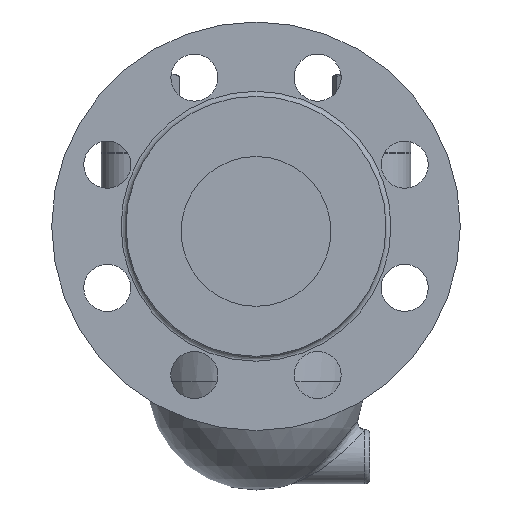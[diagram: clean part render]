
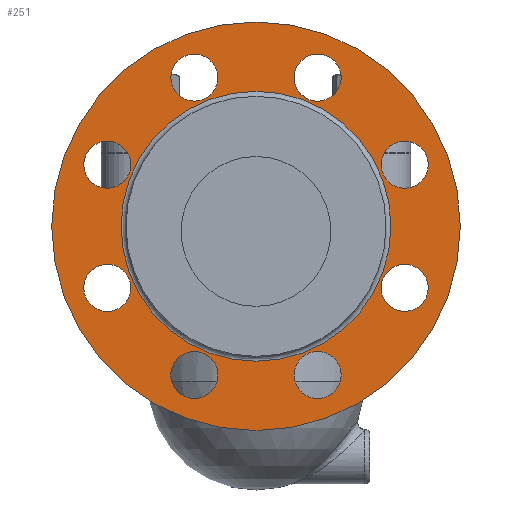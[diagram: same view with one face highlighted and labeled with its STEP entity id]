
A CAD part, left-side view. The second image highlights one B-rep face of the part: STEP entity #251.
In plain terms, the highlighted free-form (B-spline) face has degree [1, 1] with [2, 2] control points.
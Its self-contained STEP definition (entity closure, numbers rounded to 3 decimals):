
#121=CARTESIAN_POINT('',(-138.,0.0,53.5));
#122=VERTEX_POINT('',#121);
#123=CARTESIAN_POINT('',(-138.,0.0,-1.));
#124=DIRECTION('',(-1.0,0.0,0.0));
#125=DIRECTION('',(0.0,0.0,-1.0));
#126=AXIS2_PLACEMENT_3D('',#123,#124,#125);
#127=CIRCLE('',#126,54.5);
#128=EDGE_CURVE('',#122,#122,#127,.T.);
#144=CARTESIAN_POINT('',(-138.,82.5,81.5));
#145=CARTESIAN_POINT('',(-138.,82.5,-83.5));
#146=CARTESIAN_POINT('',(-138.,-82.5,81.5));
#147=CARTESIAN_POINT('',(-138.,-82.5,-83.5));
#148=B_SPLINE_SURFACE_WITH_KNOTS('',1,1,((#144,#146),(#145,#147)),.UNSPECIFIED.,.F.,.F.,.U.,(2,2),(2,2),(0.0,165.0),(0.0,165.0),.UNSPECIFIED.);
#149=CARTESIAN_POINT('',(-138.,0.0,81.5));
#150=VERTEX_POINT('',#149);
#151=CARTESIAN_POINT('',(-138.,0.0,-1.));
#152=DIRECTION('',(-1.0,0.0,0.0));
#153=DIRECTION('',(0.0,0.0,1.0));
#154=AXIS2_PLACEMENT_3D('',#151,#152,#153);
#155=CIRCLE('',#154,82.5);
#156=EDGE_CURVE('',#150,#150,#155,.T.);
#157=ORIENTED_EDGE('',*,*,#156,.T.);
#158=EDGE_LOOP('',(#157));
#159=FACE_OUTER_BOUND('',#158,.T.);
#160=CARTESIAN_POINT('',(-138.,24.874,49.552));
#161=VERTEX_POINT('',#160);
#162=CARTESIAN_POINT('',(-138.,24.874,59.052));
#163=DIRECTION('',(1.0,0.0,0.0));
#164=DIRECTION('',(0.0,0.0,-1.0));
#165=AXIS2_PLACEMENT_3D('',#162,#163,#164);
#166=CIRCLE('',#165,9.5);
#167=EDGE_CURVE('',#161,#161,#166,.T.);
#168=ORIENTED_EDGE('',*,*,#167,.T.);
#169=EDGE_LOOP('',(#168));
#170=FACE_BOUND('',#169,.T.);
#171=CARTESIAN_POINT('',(-138.,53.335,17.157));
#172=VERTEX_POINT('',#171);
#173=CARTESIAN_POINT('',(-138.,60.052,23.874));
#174=DIRECTION('',(1.,0.,0.));
#175=DIRECTION('',(0.,-0.707,-0.707));
#176=AXIS2_PLACEMENT_3D('',#173,#174,#175);
#177=CIRCLE('',#176,9.5);
#178=EDGE_CURVE('',#172,#172,#177,.T.);
#179=ORIENTED_EDGE('',*,*,#178,.T.);
#180=EDGE_LOOP('',(#179));
#181=FACE_BOUND('',#180,.T.);
#182=CARTESIAN_POINT('',(-138.,50.552,-25.874));
#183=VERTEX_POINT('',#182);
#184=CARTESIAN_POINT('',(-138.,60.052,-25.874));
#185=DIRECTION('',(1.0,0.0,0.0));
#186=DIRECTION('',(0.0,-1.0,0.0));
#187=AXIS2_PLACEMENT_3D('',#184,#185,#186);
#188=CIRCLE('',#187,9.5);
#189=EDGE_CURVE('',#183,#183,#188,.T.);
#190=ORIENTED_EDGE('',*,*,#189,.T.);
#191=EDGE_LOOP('',(#190));
#192=FACE_BOUND('',#191,.T.);
#193=CARTESIAN_POINT('',(-138.,18.157,-54.335));
#194=VERTEX_POINT('',#193);
#195=CARTESIAN_POINT('',(-138.,24.874,-61.052));
#196=DIRECTION('',(1.,0.,0.));
#197=DIRECTION('',(0.,-0.707,0.707));
#198=AXIS2_PLACEMENT_3D('',#195,#196,#197);
#199=CIRCLE('',#198,9.5);
#200=EDGE_CURVE('',#194,#194,#199,.T.);
#201=ORIENTED_EDGE('',*,*,#200,.T.);
#202=EDGE_LOOP('',(#201));
#203=FACE_BOUND('',#202,.T.);
#204=CARTESIAN_POINT('',(-138.,-24.874,-51.552));
#205=VERTEX_POINT('',#204);
#206=CARTESIAN_POINT('',(-138.,-24.874,-61.052));
#207=DIRECTION('',(1.0,0.0,0.0));
#208=DIRECTION('',(0.0,0.0,1.0));
#209=AXIS2_PLACEMENT_3D('',#206,#207,#208);
#210=CIRCLE('',#209,9.5);
#211=EDGE_CURVE('',#205,#205,#210,.T.);
#212=ORIENTED_EDGE('',*,*,#211,.T.);
#213=EDGE_LOOP('',(#212));
#214=FACE_BOUND('',#213,.T.);
#215=CARTESIAN_POINT('',(-138.,-53.335,-19.157));
#216=VERTEX_POINT('',#215);
#217=CARTESIAN_POINT('',(-138.,-60.052,-25.874));
#218=DIRECTION('',(1.0,0.,0.));
#219=DIRECTION('',(0.,0.707,0.707));
#220=AXIS2_PLACEMENT_3D('',#217,#218,#219);
#221=CIRCLE('',#220,9.5);
#222=EDGE_CURVE('',#216,#216,#221,.T.);
#223=ORIENTED_EDGE('',*,*,#222,.T.);
#224=EDGE_LOOP('',(#223));
#225=FACE_BOUND('',#224,.T.);
#226=CARTESIAN_POINT('',(-138.,-50.552,23.874));
#227=VERTEX_POINT('',#226);
#228=CARTESIAN_POINT('',(-138.,-60.052,23.874));
#229=DIRECTION('',(1.0,0.0,0.0));
#230=DIRECTION('',(0.0,1.0,0.0));
#231=AXIS2_PLACEMENT_3D('',#228,#229,#230);
#232=CIRCLE('',#231,9.5);
#233=EDGE_CURVE('',#227,#227,#232,.T.);
#234=ORIENTED_EDGE('',*,*,#233,.T.);
#235=EDGE_LOOP('',(#234));
#236=FACE_BOUND('',#235,.T.);
#237=CARTESIAN_POINT('',(-138.,-18.157,52.335));
#238=VERTEX_POINT('',#237);
#239=CARTESIAN_POINT('',(-138.,-24.874,59.052));
#240=DIRECTION('',(1.0,0.,0.));
#241=DIRECTION('',(0.,0.707,-0.707));
#242=AXIS2_PLACEMENT_3D('',#239,#240,#241);
#243=CIRCLE('',#242,9.5);
#244=EDGE_CURVE('',#238,#238,#243,.T.);
#245=ORIENTED_EDGE('',*,*,#244,.T.);
#246=EDGE_LOOP('',(#245));
#247=FACE_BOUND('',#246,.T.);
#248=ORIENTED_EDGE('',*,*,#128,.F.);
#249=EDGE_LOOP('',(#248));
#250=FACE_BOUND('',#249,.T.);
#251=ADVANCED_FACE('',(#159,#170,#181,#192,#203,#214,#225,#236,#247,#250),#148,.T.);
